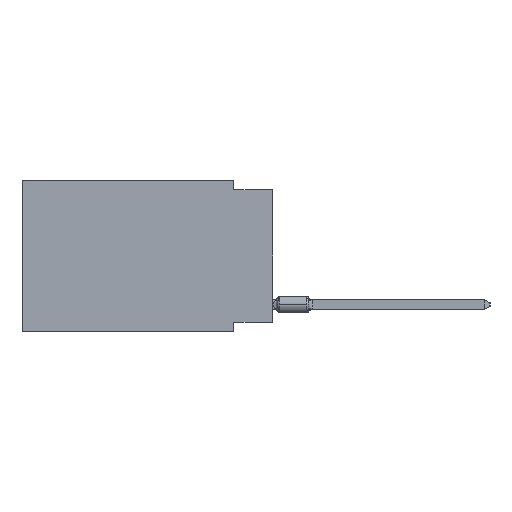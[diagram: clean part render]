
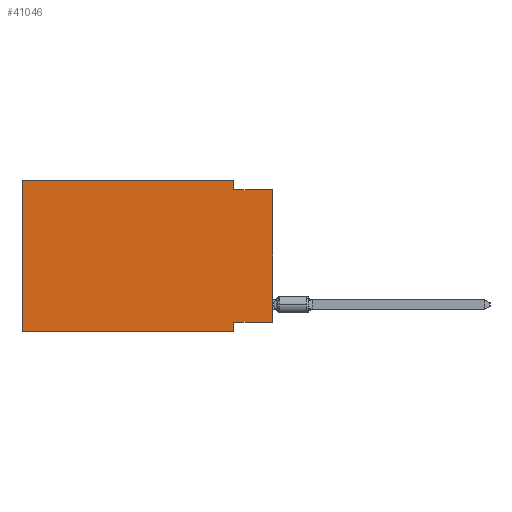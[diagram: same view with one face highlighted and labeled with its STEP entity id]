
A CAD part, left-side view. The second image highlights one B-rep face of the part: STEP entity #41046.
In plain terms, the highlighted planar face has unit normal (-1, 0, 0).
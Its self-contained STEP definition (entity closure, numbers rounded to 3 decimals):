
#894 = LINE ( 'NONE', #44877, #17634 ) ;
#2002 = CARTESIAN_POINT ( 'NONE',  ( 0., 0., 0. ) ) ;
#2725 = VERTEX_POINT ( 'NONE', #45529 ) ;
#2908 = DIRECTION ( 'NONE',  ( 0., 0., 1. ) ) ;
#3274 = VECTOR ( 'NONE', #39705, 1000. ) ;
#3804 = VERTEX_POINT ( 'NONE', #43361 ) ;
#3829 = EDGE_CURVE ( 'NONE', #16842, #21093, #22213, .T. ) ;
#4537 = VERTEX_POINT ( 'NONE', #21260 ) ;
#4765 = VECTOR ( 'NONE', #20328, 1000. ) ;
#5085 = EDGE_CURVE ( 'NONE', #21093, #3804, #894, .T. ) ;
#5158 = CARTESIAN_POINT ( 'NONE',  ( 0., 2.54, -9.906 ) ) ;
#8733 = DIRECTION ( 'NONE',  ( 0., 0., -1. ) ) ;
#9043 = CARTESIAN_POINT ( 'NONE',  ( 0., 16.383, -9.906 ) ) ;
#10052 = PLANE ( 'NONE',  #11062 ) ;
#10660 = EDGE_CURVE ( 'NONE', #30631, #3804, #30584, .T. ) ;
#11062 = AXIS2_PLACEMENT_3D ( 'NONE', #14108, #20303, #17198 ) ;
#12405 = VECTOR ( 'NONE', #30735, 1000. ) ;
#13361 = EDGE_CURVE ( 'NONE', #46531, #34763, #41180, .T. ) ;
#14108 = CARTESIAN_POINT ( 'NONE',  ( 0., 16.383, 0. ) ) ;
#14719 = CARTESIAN_POINT ( 'NONE',  ( 0., 16.383, 0. ) ) ;
#14843 = CARTESIAN_POINT ( 'NONE',  ( 0., 2.54, 0. ) ) ;
#15078 = VECTOR ( 'NONE', #2908, 1000. ) ;
#15710 = ORIENTED_EDGE ( 'NONE', *, *, #27497, .F. ) ;
#16112 = LINE ( 'NONE', #5158, #41076 ) ;
#16784 = ORIENTED_EDGE ( 'NONE', *, *, #31599, .F. ) ;
#16842 = VERTEX_POINT ( 'NONE', #37839 ) ;
#17198 = DIRECTION ( 'NONE',  ( 0., 0., -1. ) ) ;
#17634 = VECTOR ( 'NONE', #29713, 1000. ) ;
#18005 = ORIENTED_EDGE ( 'NONE', *, *, #23664, .F. ) ;
#19075 = VECTOR ( 'NONE', #43839, 1000. ) ;
#20303 = DIRECTION ( 'NONE',  ( 1., 0., 0. ) ) ;
#20328 = DIRECTION ( 'NONE',  ( 0., 0., 1. ) ) ;
#20532 = FACE_OUTER_BOUND ( 'NONE', #27447, .T. ) ;
#20779 = LINE ( 'NONE', #42883, #15078 ) ;
#20909 = CARTESIAN_POINT ( 'NONE',  ( 0., 2.54, -9.906 ) ) ;
#21093 = VERTEX_POINT ( 'NONE', #35893 ) ;
#21260 = CARTESIAN_POINT ( 'NONE',  ( 0., 16.383, 0. ) ) ;
#22213 = LINE ( 'NONE', #14843, #19075 ) ;
#23664 = EDGE_CURVE ( 'NONE', #46531, #4537, #20779, .T. ) ;
#25453 = CARTESIAN_POINT ( 'NONE',  ( 0., 16.383, -9.906 ) ) ;
#26818 = LINE ( 'NONE', #41310, #28184 ) ;
#27447 = EDGE_LOOP ( 'NONE', ( #31854, #35494, #27533, #16784, #18005, #39727, #15710, #39209 ) ) ;
#27497 = EDGE_CURVE ( 'NONE', #2725, #34763, #16112, .T. ) ;
#27533 = ORIENTED_EDGE ( 'NONE', *, *, #3829, .F. ) ;
#28184 = VECTOR ( 'NONE', #42577, 1000. ) ;
#29713 = DIRECTION ( 'NONE',  ( 0., -1., 0. ) ) ;
#30584 = LINE ( 'NONE', #2002, #4765 ) ;
#30631 = VERTEX_POINT ( 'NONE', #35194 ) ;
#30735 = DIRECTION ( 'NONE',  ( 0., -1., 0. ) ) ;
#31599 = EDGE_CURVE ( 'NONE', #4537, #16842, #40639, .T. ) ;
#31854 = ORIENTED_EDGE ( 'NONE', *, *, #10660, .T. ) ;
#34763 = VERTEX_POINT ( 'NONE', #20909 ) ;
#35194 = CARTESIAN_POINT ( 'NONE',  ( 0., 0., -9.271 ) ) ;
#35494 = ORIENTED_EDGE ( 'NONE', *, *, #5085, .F. ) ;
#35893 = CARTESIAN_POINT ( 'NONE',  ( 0., 2.54, -0.635 ) ) ;
#37839 = CARTESIAN_POINT ( 'NONE',  ( 0., 2.54, 0. ) ) ;
#39209 = ORIENTED_EDGE ( 'NONE', *, *, #45948, .F. ) ;
#39705 = DIRECTION ( 'NONE',  ( 0., -1., 0. ) ) ;
#39727 = ORIENTED_EDGE ( 'NONE', *, *, #13361, .T. ) ;
#40639 = LINE ( 'NONE', #14719, #3274 ) ;
#41046 = ADVANCED_FACE ( 'NONE', ( #20532 ), #10052, .F. ) ;
#41076 = VECTOR ( 'NONE', #8733, 1000. ) ;
#41180 = LINE ( 'NONE', #9043, #12405 ) ;
#41310 = CARTESIAN_POINT ( 'NONE',  ( 0., 0., -9.271 ) ) ;
#42577 = DIRECTION ( 'NONE',  ( 0., 1., 0. ) ) ;
#42883 = CARTESIAN_POINT ( 'NONE',  ( 0., 16.383, 0. ) ) ;
#43361 = CARTESIAN_POINT ( 'NONE',  ( 0., 0., -0.635 ) ) ;
#43839 = DIRECTION ( 'NONE',  ( 0., 0., -1. ) ) ;
#44877 = CARTESIAN_POINT ( 'NONE',  ( 0., 0., -0.635 ) ) ;
#45529 = CARTESIAN_POINT ( 'NONE',  ( 0., 2.54, -9.271 ) ) ;
#45948 = EDGE_CURVE ( 'NONE', #30631, #2725, #26818, .T. ) ;
#46531 = VERTEX_POINT ( 'NONE', #25453 ) ;
